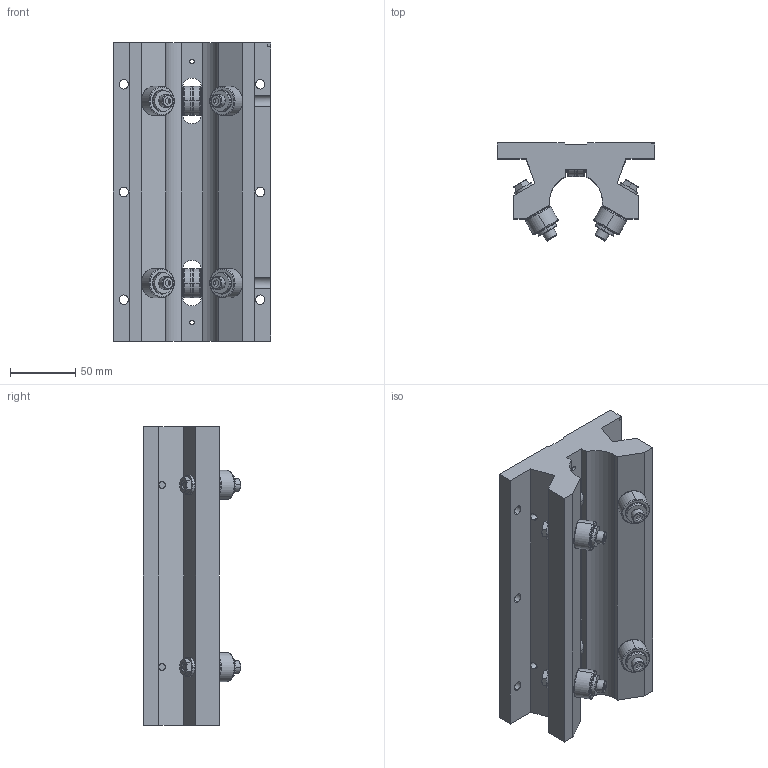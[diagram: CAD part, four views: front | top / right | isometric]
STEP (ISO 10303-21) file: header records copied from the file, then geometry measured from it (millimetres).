
FILE_DESCRIPTION (( 'STEP AP203' ), '1' );
FILE_NAME ('RollerBearing_D276A33CC7.step', '2023-10-11T15:25:43', ( '' ), ( '' ), 'SwSTEP 2.0', 'SolidWorks 2022', '' );
FILE_SCHEMA (( 'CONFIG_CONTROL_DESIGN' ));
Length unit declared in the file: inch
Products named in the file (2): RollerBearing_D276A33CC7; 8jmzAJEnse_CADModel_0
Assembly tree (1 placements, depth 2):
  RollerBearing_D276A33CC7
    8jmzAJEnse_CADModel_0
Bounding box: 120.65 x 74.91 x 228.6 mm (x, y, z)
Volume: 867752.1 mm3; surface area: 146956.3 mm2
Topology: 27 solids, 27 shells, 765 faces, 1729 edges, 1086 vertices
Faces by surface type: cylinder 265, plane 240, cone 204, bspline 48, torus 8
Entity records: 24733 total; most frequent: CARTESIAN_POINT 7016, DIRECTION 3919, ORIENTED_EDGE 3442, EDGE_CURVE 1721, AXIS2_PLACEMENT_3D 1605, VERTEX_POINT 1086, EDGE_LOOP 913, CIRCLE 884
